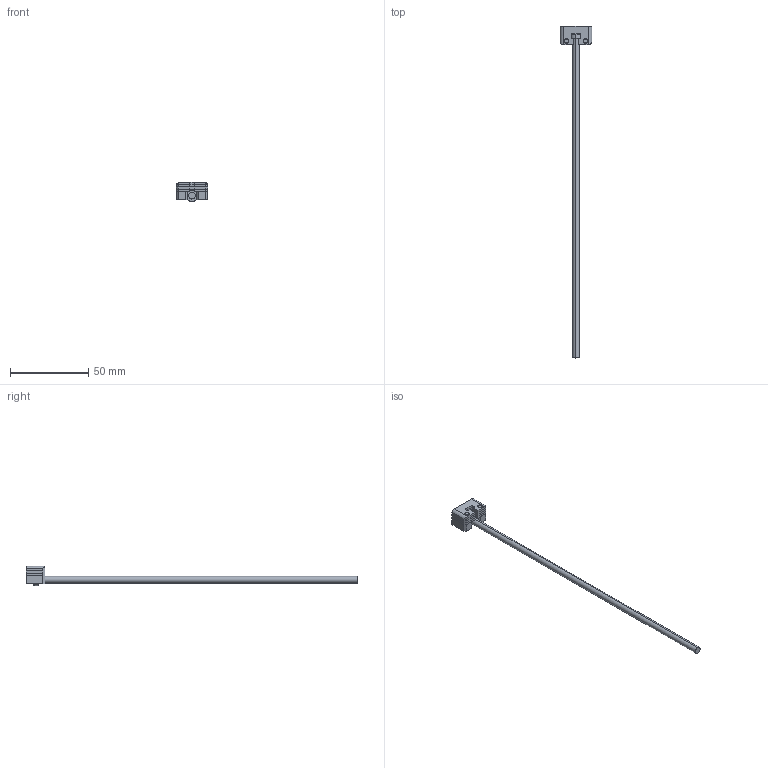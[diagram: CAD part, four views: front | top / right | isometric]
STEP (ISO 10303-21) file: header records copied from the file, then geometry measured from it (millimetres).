
FILE_DESCRIPTION (( 'STEP AP203' ), '1' );
FILE_NAME ('e0b5.STEP', '2023-01-31T12:35:52', ( '' ), ( '' ), 'SwSTEP 2.0', 'SolidWorks 2019', '' );
FILE_SCHEMA (( 'CONFIG_CONTROL_DESIGN' ));
Length unit declared in the file: millimetre
Products named in the file (6): Bolt 2da5352172c0915cdd599aa441fc5a58; e0b5; Pin_20 2da5352172c0915cdd599aa441fc5a58; Lamela 2da5352172c0915cdd599aa441fc5a58; Lamellar_Gas_Vent_ISGL20C 2da5352172c0915cdd599aa441fc5a58; Lamela_Radius 2da5352172c0915cdd599aa441fc5a58
Assembly tree (7 placements, depth 2):
  e0b5
    Lamellar_Gas_Vent_ISGL20C 2da5352172c0915cdd599aa441fc5a58
    Bolt 2da5352172c0915cdd599aa441fc5a58
    Lamela 2da5352172c0915cdd599aa441fc5a58  x2
    Lamela_Radius 2da5352172c0915cdd599aa441fc5a58
    Pin_20 2da5352172c0915cdd599aa441fc5a58  x2
Bounding box: 20 x 212 x 12.37 mm (x, y, z)
Volume: 5253 mm3; surface area: 6132.5 mm2
Topology: 8 solids, 8 shells, 150 faces, 387 edges, 254 vertices
Faces by surface type: plane 85, cylinder 53, cone 12
Entity records: 4347 total; most frequent: DIRECTION 655, CARTESIAN_POINT 643, ORIENTED_EDGE 614, EDGE_CURVE 307, AXIS2_PLACEMENT_3D 222, LINE 211, VECTOR 211, VERTEX_POINT 202
